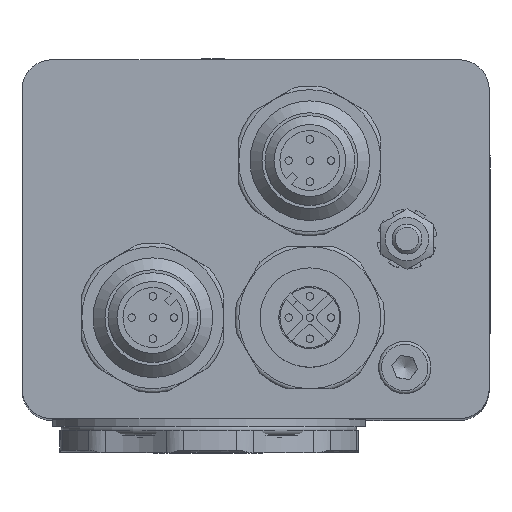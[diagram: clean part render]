
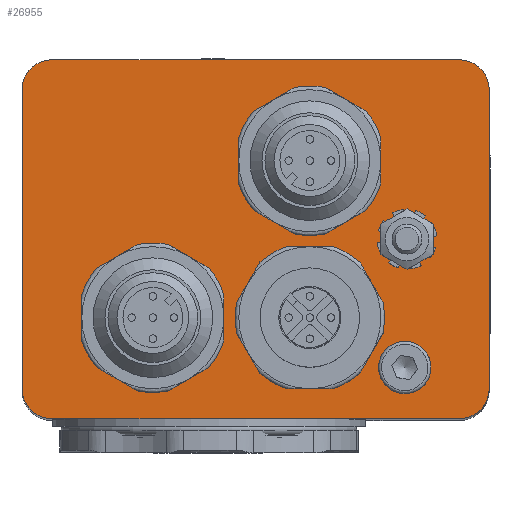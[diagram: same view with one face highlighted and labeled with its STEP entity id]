
A CAD part, top view. The second image highlights one B-rep face of the part: STEP entity #26955.
In plain terms, the highlighted face is planar.
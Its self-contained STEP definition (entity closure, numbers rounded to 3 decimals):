
#2563=LINE('',#43706,#4990);
#2567=LINE('',#43718,#4994);
#2571=LINE('',#43730,#4998);
#2574=LINE('',#43739,#5001);
#4990=VECTOR('',#34764,54.5);
#4994=VECTOR('',#34776,40.);
#4998=VECTOR('',#34788,54.5);
#5001=VECTOR('',#34799,40.);
#6683=PLANE('',#29203);
#7298=FACE_BOUND('',#10289,.T.);
#7299=FACE_BOUND('',#10290,.T.);
#7300=FACE_BOUND('',#10291,.T.);
#7301=FACE_BOUND('',#10292,.T.);
#7302=FACE_BOUND('',#10293,.T.);
#8409=FACE_OUTER_BOUND('',#10288,.T.);
#10288=EDGE_LOOP('',(#22834,#22835,#22836,#22837,#22838,#22839,#22840,#22841));
#10289=EDGE_LOOP('',(#22842));
#10290=EDGE_LOOP('',(#22843));
#10291=EDGE_LOOP('',(#22844));
#10292=EDGE_LOOP('',(#22845));
#10293=EDGE_LOOP('',(#22846));
#11582=CIRCLE('',#29152,8.);
#11584=CIRCLE('',#29155,8.);
#11586=CIRCLE('',#29158,8.);
#11591=CIRCLE('',#29166,1.73);
#11592=CIRCLE('',#29168,1.73);
#11603=CIRCLE('',#29189,4.);
#11605=CIRCLE('',#29193,4.);
#11607=CIRCLE('',#29197,4.);
#11609=CIRCLE('',#29201,4.);
#13424=VERTEX_POINT('',#43613);
#13426=VERTEX_POINT('',#43618);
#13428=VERTEX_POINT('',#43623);
#13433=VERTEX_POINT('',#43636);
#13434=VERTEX_POINT('',#43639);
#13454=VERTEX_POINT('',#43696);
#13455=VERTEX_POINT('',#43698);
#13457=VERTEX_POINT('',#43704);
#13459=VERTEX_POINT('',#43710);
#13461=VERTEX_POINT('',#43716);
#13463=VERTEX_POINT('',#43722);
#13465=VERTEX_POINT('',#43728);
#13467=VERTEX_POINT('',#43734);
#16714=EDGE_CURVE('',#13424,#13424,#11582,.T.);
#16716=EDGE_CURVE('',#13426,#13426,#11584,.T.);
#16718=EDGE_CURVE('',#13428,#13428,#11586,.T.);
#16723=EDGE_CURVE('',#13433,#13433,#11591,.T.);
#16724=EDGE_CURVE('',#13434,#13434,#11592,.T.);
#16752=EDGE_CURVE('',#13454,#13455,#11603,.T.);
#16756=EDGE_CURVE('',#13457,#13454,#2563,.T.);
#16759=EDGE_CURVE('',#13459,#13457,#11605,.T.);
#16762=EDGE_CURVE('',#13461,#13459,#2567,.T.);
#16765=EDGE_CURVE('',#13463,#13461,#11607,.T.);
#16768=EDGE_CURVE('',#13465,#13463,#2571,.T.);
#16771=EDGE_CURVE('',#13467,#13465,#11609,.T.);
#16773=EDGE_CURVE('',#13455,#13467,#2574,.T.);
#22834=ORIENTED_EDGE('',*,*,#16773,.F.);
#22835=ORIENTED_EDGE('',*,*,#16752,.F.);
#22836=ORIENTED_EDGE('',*,*,#16756,.F.);
#22837=ORIENTED_EDGE('',*,*,#16759,.F.);
#22838=ORIENTED_EDGE('',*,*,#16762,.F.);
#22839=ORIENTED_EDGE('',*,*,#16765,.F.);
#22840=ORIENTED_EDGE('',*,*,#16768,.F.);
#22841=ORIENTED_EDGE('',*,*,#16771,.F.);
#22842=ORIENTED_EDGE('',*,*,#16714,.T.);
#22843=ORIENTED_EDGE('',*,*,#16716,.T.);
#22844=ORIENTED_EDGE('',*,*,#16718,.T.);
#22845=ORIENTED_EDGE('',*,*,#16723,.T.);
#22846=ORIENTED_EDGE('',*,*,#16724,.T.);
#26955=ADVANCED_FACE('',(#8409,#7298,#7299,#7300,#7301,#7302),#6683,.F.);
#29152=AXIS2_PLACEMENT_3D('',#43614,#34666,#34667);
#29155=AXIS2_PLACEMENT_3D('',#43619,#34672,#34673);
#29158=AXIS2_PLACEMENT_3D('',#43624,#34678,#34679);
#29166=AXIS2_PLACEMENT_3D('',#43637,#34694,#34695);
#29168=AXIS2_PLACEMENT_3D('',#43640,#34698,#34699);
#29189=AXIS2_PLACEMENT_3D('',#43699,#34757,#34758);
#29193=AXIS2_PLACEMENT_3D('',#43712,#34770,#34771);
#29197=AXIS2_PLACEMENT_3D('',#43724,#34782,#34783);
#29201=AXIS2_PLACEMENT_3D('',#43736,#34794,#34795);
#29203=AXIS2_PLACEMENT_3D('',#43740,#34800,#34801);
#34666=DIRECTION('center_axis',(0.,0.,1.));
#34667=DIRECTION('ref_axis',(1.,0.,0.));
#34672=DIRECTION('center_axis',(0.,0.,1.));
#34673=DIRECTION('ref_axis',(1.,0.,0.));
#34678=DIRECTION('center_axis',(0.,0.,1.));
#34679=DIRECTION('ref_axis',(1.,0.,0.));
#34694=DIRECTION('center_axis',(0.,0.,1.));
#34695=DIRECTION('ref_axis',(1.,0.,0.));
#34698=DIRECTION('center_axis',(0.,0.,1.));
#34699=DIRECTION('ref_axis',(1.,0.,0.));
#34757=DIRECTION('center_axis',(0.,0.,1.));
#34758=DIRECTION('ref_axis',(0.,1.,0.));
#34764=DIRECTION('',(-1.,0.,0.));
#34770=DIRECTION('center_axis',(0.,0.,1.));
#34771=DIRECTION('ref_axis',(1.,0.,0.));
#34776=DIRECTION('',(0.,1.,0.));
#34782=DIRECTION('center_axis',(0.,0.,1.));
#34783=DIRECTION('ref_axis',(0.,-1.,0.));
#34788=DIRECTION('',(1.,0.,0.));
#34794=DIRECTION('center_axis',(0.,0.,1.));
#34795=DIRECTION('ref_axis',(-1.,0.,0.));
#34799=DIRECTION('',(0.,-1.,0.));
#34800=DIRECTION('center_axis',(0.,0.,1.));
#34801=DIRECTION('ref_axis',(1.,0.,0.));
#43613=CARTESIAN_POINT('',(30.5,13.5,0.));
#43614=CARTESIAN_POINT('Origin',(38.5,13.5,0.));
#43618=CARTESIAN_POINT('',(30.5,34.5,0.));
#43619=CARTESIAN_POINT('Origin',(38.5,34.5,0.));
#43623=CARTESIAN_POINT('',(9.5,34.5,0.));
#43624=CARTESIAN_POINT('Origin',(17.5,34.5,0.));
#43636=CARTESIAN_POINT('',(49.771,24.,0.));
#43637=CARTESIAN_POINT('Origin',(51.5,24.,0.));
#43639=CARTESIAN_POINT('',(49.471,41.162,0.));
#43640=CARTESIAN_POINT('Origin',(51.2,41.162,0.));
#43696=CARTESIAN_POINT('',(4.,48.,0.));
#43698=CARTESIAN_POINT('',(0.,44.,0.));
#43699=CARTESIAN_POINT('Origin',(4.,44.,0.));
#43704=CARTESIAN_POINT('',(58.5,48.,0.));
#43706=CARTESIAN_POINT('',(58.5,48.,0.));
#43710=CARTESIAN_POINT('',(62.5,44.,0.));
#43712=CARTESIAN_POINT('Origin',(58.5,44.,0.));
#43716=CARTESIAN_POINT('',(62.5,4.,0.));
#43718=CARTESIAN_POINT('',(62.5,4.,0.));
#43722=CARTESIAN_POINT('',(58.5,0.,0.));
#43724=CARTESIAN_POINT('Origin',(58.5,4.,0.));
#43728=CARTESIAN_POINT('',(4.,0.,0.));
#43730=CARTESIAN_POINT('',(4.,0.,0.));
#43734=CARTESIAN_POINT('',(0.,4.,0.));
#43736=CARTESIAN_POINT('Origin',(4.,4.,0.));
#43739=CARTESIAN_POINT('',(0.,44.,0.));
#43740=CARTESIAN_POINT('Origin',(31.25,24.,0.));
